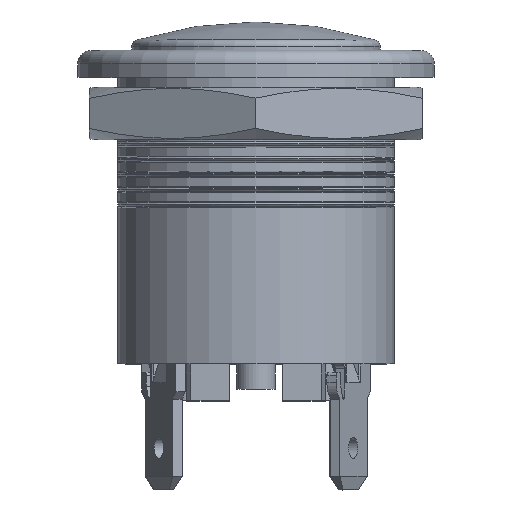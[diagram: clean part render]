
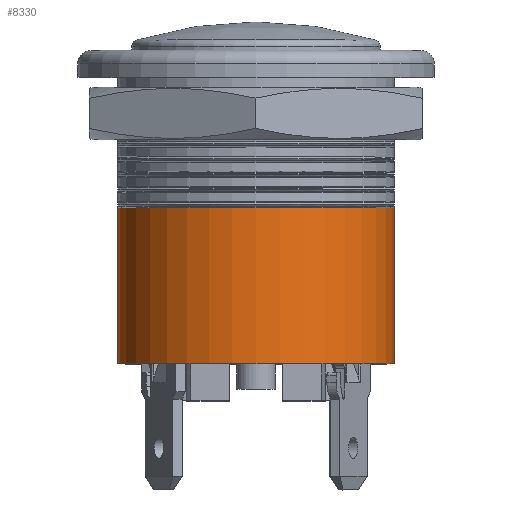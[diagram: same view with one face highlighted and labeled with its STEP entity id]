
A CAD part, top view. The second image highlights one B-rep face of the part: STEP entity #8330.
In plain terms, the highlighted cylindrical face has radius 10.452 mm (diameter 20.904 mm), a full revolution.
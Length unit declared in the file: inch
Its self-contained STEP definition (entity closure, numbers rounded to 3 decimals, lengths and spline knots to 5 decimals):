
#971=FACE_OUTER_BOUND('',#1426,.T.);
#1426=EDGE_LOOP('',(#7254,#7255,#7256,#7257,#7258));
#2180=LINE('',#13944,#2922);
#2922=VECTOR('',#11258,0.4115);
#3113=CIRCLE('',#8992,0.4115);
#3145=CIRCLE('',#9056,0.4115);
#3152=CIRCLE('',#9075,0.4115);
#3832=VERTEX_POINT('',#13604);
#3857=VERTEX_POINT('',#13738);
#3888=VERTEX_POINT('',#13943);
#4962=EDGE_CURVE('',#3832,#3857,#3113,.T.);
#5027=EDGE_CURVE('',#3857,#3832,#3145,.T.);
#5039=EDGE_CURVE('',#3857,#3888,#2180,.T.);
#5040=EDGE_CURVE('',#3888,#3888,#3152,.T.);
#7254=ORIENTED_EDGE('',*,*,#4962,.T.);
#7255=ORIENTED_EDGE('',*,*,#5039,.T.);
#7256=ORIENTED_EDGE('',*,*,#5040,.T.);
#7257=ORIENTED_EDGE('',*,*,#5039,.F.);
#7258=ORIENTED_EDGE('',*,*,#5027,.T.);
#7468=CYLINDRICAL_SURFACE('',#9074,0.4115);
#8330=ADVANCED_FACE('',(#971),#7468,.T.);
#8992=AXIS2_PLACEMENT_3D('',#13742,#11079,#11080);
#9056=AXIS2_PLACEMENT_3D('',#13919,#11215,#11216);
#9074=AXIS2_PLACEMENT_3D('',#13942,#11256,#11257);
#9075=AXIS2_PLACEMENT_3D('',#13945,#11259,#11260);
#11079=DIRECTION('center_axis',(0.,-1.,0.));
#11080=DIRECTION('ref_axis',(-1.,0.,0.));
#11215=DIRECTION('center_axis',(0.,-1.,0.));
#11216=DIRECTION('ref_axis',(-1.,0.,0.));
#11256=DIRECTION('center_axis',(0.,1.,0.));
#11257=DIRECTION('ref_axis',(-1.,0.,0.));
#11258=DIRECTION('',(0.,-1.,0.));
#11259=DIRECTION('center_axis',(0.,1.,0.));
#11260=DIRECTION('ref_axis',(-1.,0.,0.));
#13604=CARTESIAN_POINT('',(-0.58915,-0.18208,0.));
#13738=CARTESIAN_POINT('',(0.23385,-0.18208,0.));
#13742=CARTESIAN_POINT('Origin',(-0.17765,-0.18208,0.));
#13919=CARTESIAN_POINT('Origin',(-0.17765,-0.18208,0.));
#13942=CARTESIAN_POINT('Origin',(-0.17765,-0.64721,0.));
#13943=CARTESIAN_POINT('',(0.23385,-0.64721,0.));
#13944=CARTESIAN_POINT('',(0.23385,-0.64721,0.));
#13945=CARTESIAN_POINT('Origin',(-0.17765,-0.64721,0.));
